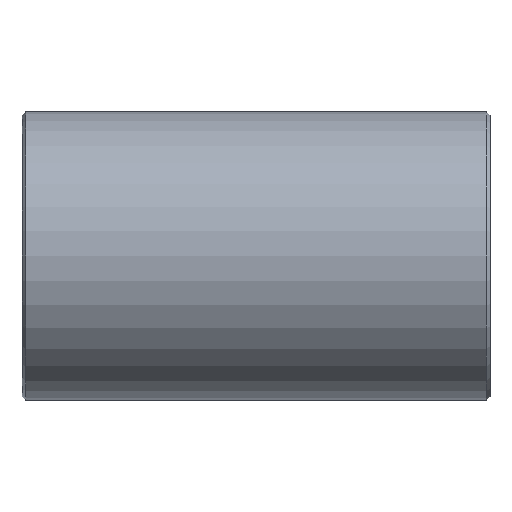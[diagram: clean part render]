
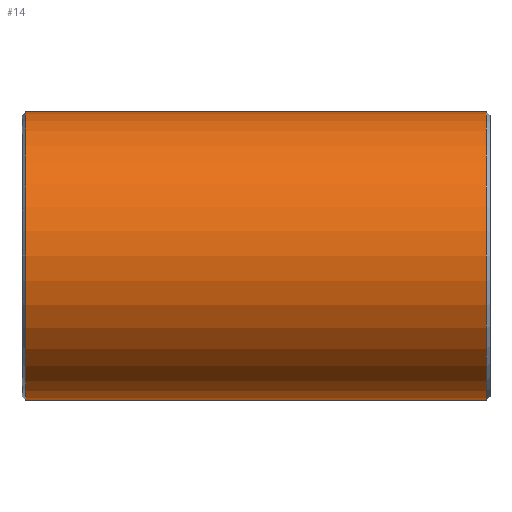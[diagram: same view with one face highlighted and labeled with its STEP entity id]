
A CAD part, front view. The second image highlights one B-rep face of the part: STEP entity #14.
In plain terms, the highlighted cylindrical face has radius 109.537 mm (diameter 219.075 mm), a partial arc.
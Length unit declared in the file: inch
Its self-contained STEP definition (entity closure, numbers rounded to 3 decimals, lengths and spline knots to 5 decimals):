
#14 = ADVANCED_FACE ( 'NONE', ( #251 ), #126, .T. ) ;
#33 = EDGE_LOOP ( 'NONE', ( #660, #553, #304, #467 ) ) ;
#64 = AXIS2_PLACEMENT_3D ( 'NONE', #185, #372, #138 ) ;
#124 = LINE ( 'NONE', #370, #201 ) ;
#126 = CYLINDRICAL_SURFACE ( 'NONE', #64, 4.3125 ) ;
#138 = DIRECTION ( 'NONE',  ( 0., 0., 1. ) ) ;
#177 = EDGE_CURVE ( 'NONE', #801, #550, #508, .T. ) ;
#185 = CARTESIAN_POINT ( 'NONE',  ( 7., 0., 0. ) ) ;
#201 = VECTOR ( 'NONE', #621, 39.37008 ) ;
#210 = AXIS2_PLACEMENT_3D ( 'NONE', #530, #788, #228 ) ;
#227 = EDGE_CURVE ( 'NONE', #472, #756, #519, .T. ) ;
#228 = DIRECTION ( 'NONE',  ( 0., 0., -1. ) ) ;
#251 = FACE_OUTER_BOUND ( 'NONE', #33, .T. ) ;
#286 = DIRECTION ( 'NONE',  ( 1., 0., 0. ) ) ;
#292 = VECTOR ( 'NONE', #746, 39.37008 ) ;
#301 = LINE ( 'NONE', #548, #292 ) ;
#304 = ORIENTED_EDGE ( 'NONE', *, *, #546, .T. ) ;
#350 = CARTESIAN_POINT ( 'NONE',  ( 6.89267, 0., -4.3125 ) ) ;
#370 = CARTESIAN_POINT ( 'NONE',  ( 7., 0., -4.3125 ) ) ;
#372 = DIRECTION ( 'NONE',  ( -1., 0., 0. ) ) ;
#448 = CARTESIAN_POINT ( 'NONE',  ( -6.89267, 0., 4.3125 ) ) ;
#467 = ORIENTED_EDGE ( 'NONE', *, *, #177, .T. ) ;
#472 = VERTEX_POINT ( 'NONE', #350 ) ;
#508 = CIRCLE ( 'NONE', #585, 4.3125 ) ;
#519 = CIRCLE ( 'NONE', #210, 4.3125 ) ;
#530 = CARTESIAN_POINT ( 'NONE',  ( 6.89267, 0., 0. ) ) ;
#539 = CARTESIAN_POINT ( 'NONE',  ( -6.89267, 0., -4.3125 ) ) ;
#546 = EDGE_CURVE ( 'NONE', #756, #801, #301, .T. ) ;
#548 = CARTESIAN_POINT ( 'NONE',  ( 7., 0., 4.3125 ) ) ;
#550 = VERTEX_POINT ( 'NONE', #539 ) ;
#553 = ORIENTED_EDGE ( 'NONE', *, *, #227, .T. ) ;
#585 = AXIS2_PLACEMENT_3D ( 'NONE', #770, #286, #592 ) ;
#592 = DIRECTION ( 'NONE',  ( 0., 0., 1. ) ) ;
#621 = DIRECTION ( 'NONE',  ( -1., 0., 0. ) ) ;
#660 = ORIENTED_EDGE ( 'NONE', *, *, #697, .F. ) ;
#697 = EDGE_CURVE ( 'NONE', #472, #550, #124, .T. ) ;
#746 = DIRECTION ( 'NONE',  ( -1., 0., 0. ) ) ;
#756 = VERTEX_POINT ( 'NONE', #766 ) ;
#766 = CARTESIAN_POINT ( 'NONE',  ( 6.89267, 0., 4.3125 ) ) ;
#770 = CARTESIAN_POINT ( 'NONE',  ( -6.89267, 0., 0. ) ) ;
#788 = DIRECTION ( 'NONE',  ( -1., 0., 0. ) ) ;
#801 = VERTEX_POINT ( 'NONE', #448 ) ;
